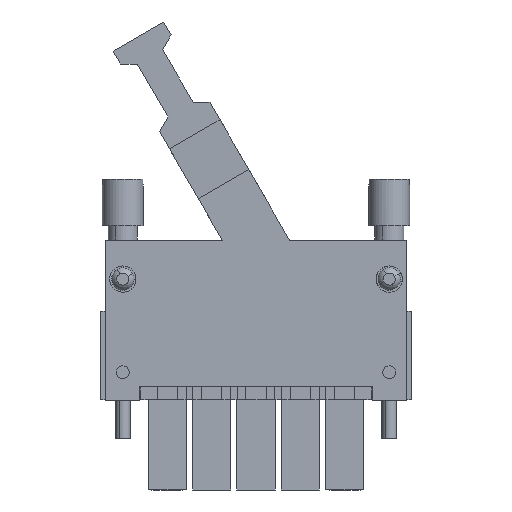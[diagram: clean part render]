
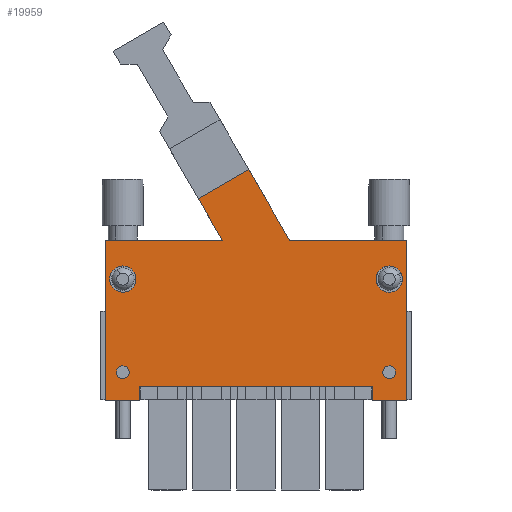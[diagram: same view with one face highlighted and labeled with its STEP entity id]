
A CAD part, front view. The second image highlights one B-rep face of the part: STEP entity #19959.
In plain terms, the highlighted planar face has unit normal (0, -1, 0).
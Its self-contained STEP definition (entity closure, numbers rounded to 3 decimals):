
#19787=AXIS2_PLACEMENT_3D('Plane Axis2P3D',#19784,#19785,#19786) ;
#19889=AXIS2_PLACEMENT_3D('Circle Axis2P3D',#19887,#19888,$) ;
#19898=AXIS2_PLACEMENT_3D('Circle Axis2P3D',#19896,#19897,$) ;
#19907=AXIS2_PLACEMENT_3D('Circle Axis2P3D',#19905,#19906,$) ;
#19916=AXIS2_PLACEMENT_3D('Circle Axis2P3D',#19914,#19915,$) ;
#19925=AXIS2_PLACEMENT_3D('Circle Axis2P3D',#19923,#19924,$) ;
#19934=AXIS2_PLACEMENT_3D('Circle Axis2P3D',#19932,#19933,$) ;
#19943=AXIS2_PLACEMENT_3D('Circle Axis2P3D',#19941,#19942,$) ;
#19952=AXIS2_PLACEMENT_3D('Circle Axis2P3D',#19950,#19951,$) ;
#19784=CARTESIAN_POINT('Axis2P3D Location',(0.,1.6,0.)) ;
#19789=CARTESIAN_POINT('Line Origine',(0.78,1.6,29.1)) ;
#19793=CARTESIAN_POINT('Vertex',(0.78,1.6,42.85)) ;
#19795=CARTESIAN_POINT('Vertex',(0.78,1.6,15.35)) ;
#19798=CARTESIAN_POINT('Line Origine',(3.77,1.6,15.35)) ;
#19802=CARTESIAN_POINT('Vertex',(6.76,1.6,15.35)) ;
#19805=CARTESIAN_POINT('Line Origine',(6.76,1.6,16.575)) ;
#19809=CARTESIAN_POINT('Vertex',(6.76,1.6,17.8)) ;
#19812=CARTESIAN_POINT('Line Origine',(26.671,1.6,17.8)) ;
#19816=CARTESIAN_POINT('Vertex',(46.581,1.6,17.8)) ;
#19819=CARTESIAN_POINT('Line Origine',(46.581,1.6,16.575)) ;
#19823=CARTESIAN_POINT('Vertex',(46.581,1.6,15.35)) ;
#19826=CARTESIAN_POINT('Line Origine',(49.571,1.6,15.35)) ;
#19830=CARTESIAN_POINT('Vertex',(52.561,1.6,15.35)) ;
#19833=CARTESIAN_POINT('Line Origine',(52.561,1.6,29.1)) ;
#19837=CARTESIAN_POINT('Vertex',(52.561,1.6,42.85)) ;
#19840=CARTESIAN_POINT('Line Origine',(42.503,1.6,42.85)) ;
#19844=CARTESIAN_POINT('Vertex',(32.445,1.6,42.85)) ;
#19847=CARTESIAN_POINT('Line Origine',(28.939,1.6,48.924)) ;
#19851=CARTESIAN_POINT('Vertex',(25.432,1.6,54.998)) ;
#19854=CARTESIAN_POINT('Line Origine',(21.101,1.6,52.497)) ;
#19858=CARTESIAN_POINT('Vertex',(16.77,1.6,49.997)) ;
#19861=CARTESIAN_POINT('Line Origine',(18.833,1.6,46.423)) ;
#19865=CARTESIAN_POINT('Vertex',(20.896,1.6,42.85)) ;
#19868=CARTESIAN_POINT('Line Origine',(10.838,1.6,42.85)) ;
#19887=CARTESIAN_POINT('Axis2P3D Location',(3.81,1.6,20.2)) ;
#19891=CARTESIAN_POINT('Vertex',(4.775,1.6,20.727)) ;
#19893=CARTESIAN_POINT('Vertex',(2.845,1.6,19.673)) ;
#19896=CARTESIAN_POINT('Axis2P3D Location',(3.81,1.6,20.2)) ;
#19905=CARTESIAN_POINT('Axis2P3D Location',(3.81,1.6,36.6)) ;
#19909=CARTESIAN_POINT('Vertex',(2.406,1.6,35.833)) ;
#19911=CARTESIAN_POINT('Vertex',(5.214,1.6,37.367)) ;
#19914=CARTESIAN_POINT('Axis2P3D Location',(3.81,1.6,36.6)) ;
#19923=CARTESIAN_POINT('Axis2P3D Location',(49.53,1.6,20.2)) ;
#19927=CARTESIAN_POINT('Vertex',(50.495,1.6,19.673)) ;
#19929=CARTESIAN_POINT('Vertex',(48.565,1.6,20.727)) ;
#19932=CARTESIAN_POINT('Axis2P3D Location',(49.53,1.6,20.2)) ;
#19941=CARTESIAN_POINT('Axis2P3D Location',(49.53,1.6,36.6)) ;
#19945=CARTESIAN_POINT('Vertex',(48.126,1.6,37.367)) ;
#19947=CARTESIAN_POINT('Vertex',(50.934,1.6,35.833)) ;
#19950=CARTESIAN_POINT('Axis2P3D Location',(49.53,1.6,36.6)) ;
#19785=DIRECTION('Axis2P3D Direction',(0.,-1.,0.)) ;
#19786=DIRECTION('Axis2P3D XDirection',(1.,0.,0.)) ;
#19790=DIRECTION('Vector Direction',(0.,0.,-1.)) ;
#19799=DIRECTION('Vector Direction',(-1.,0.,0.)) ;
#19806=DIRECTION('Vector Direction',(0.,0.,1.)) ;
#19813=DIRECTION('Vector Direction',(1.,0.,0.)) ;
#19820=DIRECTION('Vector Direction',(0.,0.,-1.)) ;
#19827=DIRECTION('Vector Direction',(-1.,0.,0.)) ;
#19834=DIRECTION('Vector Direction',(0.,0.,1.)) ;
#19841=DIRECTION('Vector Direction',(1.,0.,0.)) ;
#19848=DIRECTION('Vector Direction',(0.5,0.,-0.866)) ;
#19855=DIRECTION('Vector Direction',(0.866,0.,0.5)) ;
#19862=DIRECTION('Vector Direction',(0.5,0.,-0.866)) ;
#19869=DIRECTION('Vector Direction',(1.,0.,0.)) ;
#19888=DIRECTION('Axis2P3D Direction',(0.,-1.,0.)) ;
#19897=DIRECTION('Axis2P3D Direction',(0.,-1.,0.)) ;
#19906=DIRECTION('Axis2P3D Direction',(0.,-1.,0.)) ;
#19915=DIRECTION('Axis2P3D Direction',(0.,-1.,0.)) ;
#19924=DIRECTION('Axis2P3D Direction',(0.,-1.,0.)) ;
#19933=DIRECTION('Axis2P3D Direction',(0.,-1.,0.)) ;
#19942=DIRECTION('Axis2P3D Direction',(0.,-1.,0.)) ;
#19951=DIRECTION('Axis2P3D Direction',(0.,-1.,0.)) ;
#19791=VECTOR('Line Direction',#19790,1.) ;
#19800=VECTOR('Line Direction',#19799,1.) ;
#19807=VECTOR('Line Direction',#19806,1.) ;
#19814=VECTOR('Line Direction',#19813,1.) ;
#19821=VECTOR('Line Direction',#19820,1.) ;
#19828=VECTOR('Line Direction',#19827,1.) ;
#19835=VECTOR('Line Direction',#19834,1.) ;
#19842=VECTOR('Line Direction',#19841,1.) ;
#19849=VECTOR('Line Direction',#19848,1.) ;
#19856=VECTOR('Line Direction',#19855,1.) ;
#19863=VECTOR('Line Direction',#19862,1.) ;
#19870=VECTOR('Line Direction',#19869,1.) ;
#19874=ORIENTED_EDGE('',*,*,#19797,.T.) ;
#19875=ORIENTED_EDGE('',*,*,#19804,.T.) ;
#19876=ORIENTED_EDGE('',*,*,#19811,.T.) ;
#19877=ORIENTED_EDGE('',*,*,#19818,.T.) ;
#19878=ORIENTED_EDGE('',*,*,#19825,.T.) ;
#19879=ORIENTED_EDGE('',*,*,#19832,.T.) ;
#19880=ORIENTED_EDGE('',*,*,#19839,.T.) ;
#19881=ORIENTED_EDGE('',*,*,#19846,.T.) ;
#19882=ORIENTED_EDGE('',*,*,#19853,.F.) ;
#19883=ORIENTED_EDGE('',*,*,#19860,.F.) ;
#19884=ORIENTED_EDGE('',*,*,#19867,.F.) ;
#19885=ORIENTED_EDGE('',*,*,#19872,.T.) ;
#19902=ORIENTED_EDGE('',*,*,#19895,.F.) ;
#19903=ORIENTED_EDGE('',*,*,#19900,.F.) ;
#19920=ORIENTED_EDGE('',*,*,#19913,.F.) ;
#19921=ORIENTED_EDGE('',*,*,#19918,.F.) ;
#19938=ORIENTED_EDGE('',*,*,#19931,.F.) ;
#19939=ORIENTED_EDGE('',*,*,#19936,.F.) ;
#19956=ORIENTED_EDGE('',*,*,#19949,.F.) ;
#19957=ORIENTED_EDGE('',*,*,#19954,.F.) ;
#19904=FACE_BOUND('',#19901,.T.) ;
#19922=FACE_BOUND('',#19919,.T.) ;
#19940=FACE_BOUND('',#19937,.T.) ;
#19958=FACE_BOUND('',#19955,.T.) ;
#19959=ADVANCED_FACE('42957_SIBL BVZ(F)7.62HP-04_200 GB',(#19886,#19904,#19922,#19940,#19958),#19788,.T.) ;
#19890=CIRCLE('generated circle',#19889,1.1) ;
#19899=CIRCLE('generated circle',#19898,1.1) ;
#19908=CIRCLE('generated circle',#19907,1.6) ;
#19917=CIRCLE('generated circle',#19916,1.6) ;
#19926=CIRCLE('generated circle',#19925,1.1) ;
#19935=CIRCLE('generated circle',#19934,1.1) ;
#19944=CIRCLE('generated circle',#19943,1.6) ;
#19953=CIRCLE('generated circle',#19952,1.6) ;
#19797=EDGE_CURVE('',#19794,#19796,#19792,.T.) ;
#19804=EDGE_CURVE('',#19796,#19803,#19801,.F.) ;
#19811=EDGE_CURVE('',#19803,#19810,#19808,.T.) ;
#19818=EDGE_CURVE('',#19810,#19817,#19815,.T.) ;
#19825=EDGE_CURVE('',#19817,#19824,#19822,.T.) ;
#19832=EDGE_CURVE('',#19824,#19831,#19829,.F.) ;
#19839=EDGE_CURVE('',#19831,#19838,#19836,.T.) ;
#19846=EDGE_CURVE('',#19838,#19845,#19843,.F.) ;
#19853=EDGE_CURVE('',#19852,#19845,#19850,.T.) ;
#19860=EDGE_CURVE('',#19859,#19852,#19857,.T.) ;
#19867=EDGE_CURVE('',#19866,#19859,#19864,.F.) ;
#19872=EDGE_CURVE('',#19866,#19794,#19871,.F.) ;
#19895=EDGE_CURVE('',#19892,#19894,#19890,.T.) ;
#19900=EDGE_CURVE('',#19894,#19892,#19899,.T.) ;
#19913=EDGE_CURVE('',#19910,#19912,#19908,.T.) ;
#19918=EDGE_CURVE('',#19912,#19910,#19917,.T.) ;
#19931=EDGE_CURVE('',#19928,#19930,#19926,.T.) ;
#19936=EDGE_CURVE('',#19930,#19928,#19935,.T.) ;
#19949=EDGE_CURVE('',#19946,#19948,#19944,.T.) ;
#19954=EDGE_CURVE('',#19948,#19946,#19953,.T.) ;
#19873=EDGE_LOOP('',(#19874,#19875,#19876,#19877,#19878,#19879,#19880,#19881,#19882,#19883,#19884,#19885)) ;
#19901=EDGE_LOOP('',(#19902,#19903)) ;
#19919=EDGE_LOOP('',(#19920,#19921)) ;
#19937=EDGE_LOOP('',(#19938,#19939)) ;
#19955=EDGE_LOOP('',(#19956,#19957)) ;
#19886=FACE_OUTER_BOUND('',#19873,.T.) ;
#19792=LINE('Line',#19789,#19791) ;
#19801=LINE('Line',#19798,#19800) ;
#19808=LINE('Line',#19805,#19807) ;
#19815=LINE('Line',#19812,#19814) ;
#19822=LINE('Line',#19819,#19821) ;
#19829=LINE('Line',#19826,#19828) ;
#19836=LINE('Line',#19833,#19835) ;
#19843=LINE('Line',#19840,#19842) ;
#19850=LINE('Line',#19847,#19849) ;
#19857=LINE('Line',#19854,#19856) ;
#19864=LINE('Line',#19861,#19863) ;
#19871=LINE('Line',#19868,#19870) ;
#19788=PLANE('',#19787) ;
#19794=VERTEX_POINT('',#19793) ;
#19796=VERTEX_POINT('',#19795) ;
#19803=VERTEX_POINT('',#19802) ;
#19810=VERTEX_POINT('',#19809) ;
#19817=VERTEX_POINT('',#19816) ;
#19824=VERTEX_POINT('',#19823) ;
#19831=VERTEX_POINT('',#19830) ;
#19838=VERTEX_POINT('',#19837) ;
#19845=VERTEX_POINT('',#19844) ;
#19852=VERTEX_POINT('',#19851) ;
#19859=VERTEX_POINT('',#19858) ;
#19866=VERTEX_POINT('',#19865) ;
#19892=VERTEX_POINT('',#19891) ;
#19894=VERTEX_POINT('',#19893) ;
#19910=VERTEX_POINT('',#19909) ;
#19912=VERTEX_POINT('',#19911) ;
#19928=VERTEX_POINT('',#19927) ;
#19930=VERTEX_POINT('',#19929) ;
#19946=VERTEX_POINT('',#19945) ;
#19948=VERTEX_POINT('',#19947) ;
